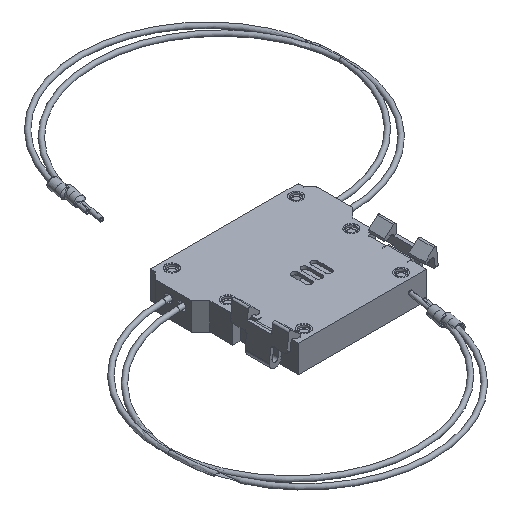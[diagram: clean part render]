
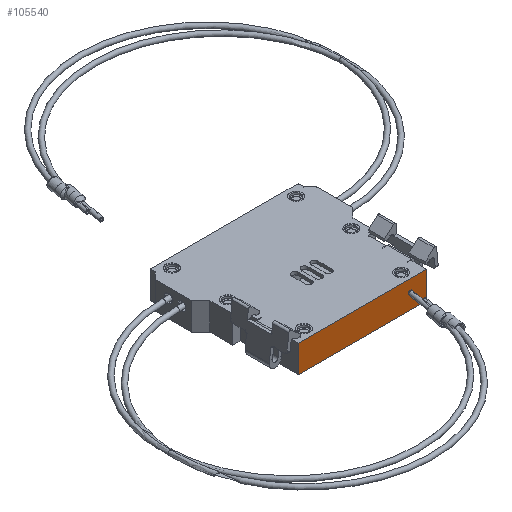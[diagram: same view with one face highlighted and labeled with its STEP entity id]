
A CAD part, isometric view. The second image highlights one B-rep face of the part: STEP entity #105540.
In plain terms, the highlighted planar face has unit normal (0, -1, 0).
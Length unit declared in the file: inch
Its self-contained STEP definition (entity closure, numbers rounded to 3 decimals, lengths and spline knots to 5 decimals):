
#90763=CARTESIAN_POINT('',(0.83268,-0.90737,-0.17717));
#90764=VERTEX_POINT('',#90763);
#90771=CARTESIAN_POINT('',(-0.83268,-0.90737,-0.17717));
#90772=VERTEX_POINT('',#90771);
#90773=CARTESIAN_POINT('',(-0.83268,-0.90737,-0.17717));
#90774=DIRECTION('',(1.0,0.0,0.0));
#90775=VECTOR('',#90774,1.66535);
#90776=LINE('',#90773,#90775);
#90777=EDGE_CURVE('',#90772,#90764,#90776,.T.);
#104740=CARTESIAN_POINT('',(-0.83268,-0.90737,0.17717));
#104741=VERTEX_POINT('',#104740);
#104748=CARTESIAN_POINT('',(0.83268,-0.90737,0.17717));
#104749=VERTEX_POINT('',#104748);
#104750=CARTESIAN_POINT('',(0.83268,-0.90737,0.17717));
#104751=DIRECTION('',(-1.0,0.0,0.0));
#104752=VECTOR('',#104751,1.66535);
#104753=LINE('',#104750,#104752);
#104754=EDGE_CURVE('',#104749,#104741,#104753,.T.);
#104986=CARTESIAN_POINT('',(-0.83268,-0.90737,-0.17717));
#104987=DIRECTION('',(0.0,0.0,1.0));
#104988=VECTOR('',#104987,0.35433);
#104989=LINE('',#104986,#104988);
#104990=EDGE_CURVE('',#90772,#104741,#104989,.T.);
#105513=CARTESIAN_POINT('',(0.83268,-0.90737,-0.17717));
#105514=DIRECTION('',(0.0,0.0,1.0));
#105515=VECTOR('',#105514,0.35433);
#105516=LINE('',#105513,#105515);
#105517=EDGE_CURVE('',#90764,#104749,#105516,.T.);
#105529=CARTESIAN_POINT('',(0.83268,-0.90737,0.0));
#105530=DIRECTION('',(0.0,-1.0,0.0));
#105531=DIRECTION('',(0.0,0.0,-1.0));
#105532=AXIS2_PLACEMENT_3D('',#105529,#105530,#105531);
#105533=PLANE('',#105532);
#105534=ORIENTED_EDGE('',*,*,#104754,.T.);
#105535=ORIENTED_EDGE('',*,*,#104990,.F.);
#105536=ORIENTED_EDGE('',*,*,#90777,.T.);
#105537=ORIENTED_EDGE('',*,*,#105517,.T.);
#105538=EDGE_LOOP('',(#105534,#105535,#105536,#105537));
#105539=FACE_OUTER_BOUND('',#105538,.T.);
#105540=ADVANCED_FACE('',(#105539),#105533,.T.);
